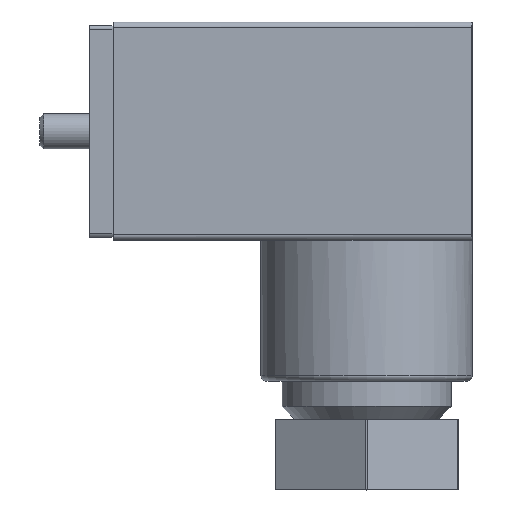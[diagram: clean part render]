
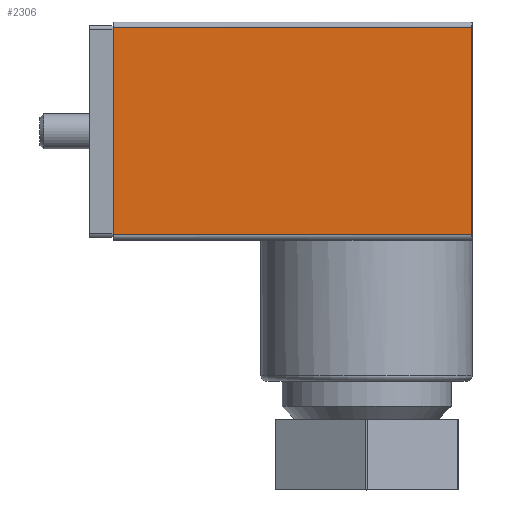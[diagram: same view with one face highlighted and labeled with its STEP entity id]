
A CAD part, top view. The second image highlights one B-rep face of the part: STEP entity #2306.
In plain terms, the highlighted planar face has unit normal (0, 0, 1).
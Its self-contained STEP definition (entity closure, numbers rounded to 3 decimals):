
#46=PLANE('',#2433);
#117=LINE('',#3057,#285);
#134=LINE('',#3151,#302);
#135=LINE('',#3154,#303);
#136=LINE('',#3155,#304);
#285=VECTOR('',#2585,1000.);
#302=VECTOR('',#2646,1000.);
#303=VECTOR('',#2647,1000.);
#304=VECTOR('',#2648,1000.);
#506=ORIENTED_EDGE('',*,*,#960,.F.);
#507=ORIENTED_EDGE('',*,*,#961,.F.);
#508=ORIENTED_EDGE('',*,*,#923,.T.);
#509=ORIENTED_EDGE('',*,*,#962,.T.);
#923=EDGE_CURVE('',#1146,#1152,#117,.T.);
#960=EDGE_CURVE('',#1184,#1185,#134,.T.);
#961=EDGE_CURVE('',#1146,#1184,#135,.T.);
#962=EDGE_CURVE('',#1152,#1185,#136,.T.);
#1146=VERTEX_POINT('',#3044);
#1152=VERTEX_POINT('',#3056);
#1184=VERTEX_POINT('',#3152);
#1185=VERTEX_POINT('',#3153);
#1350=EDGE_LOOP('',(#506,#507,#508,#509));
#1472=FACE_BOUND('',#1350,.T.);
#2306=ADVANCED_FACE('',(#1472),#46,.T.);
#2433=AXIS2_PLACEMENT_3D('',#3150,#2644,#2645);
#2585=DIRECTION('',(0.,-1.,0.));
#2644=DIRECTION('',(0.,0.,1.));
#2645=DIRECTION('',(1.,0.,0.));
#2646=DIRECTION('',(0.,-1.,0.));
#2647=DIRECTION('',(1.,0.,0.));
#2648=DIRECTION('',(1.,0.,0.));
#3044=CARTESIAN_POINT('',(-25.5,7.35,7.75));
#3056=CARTESIAN_POINT('',(-25.5,-7.35,7.75));
#3057=CARTESIAN_POINT('',(-25.5,8.,7.75));
#3150=CARTESIAN_POINT('',(-0.4,-7.6,7.75));
#3151=CARTESIAN_POINT('',(-0.029,7.9,7.75));
#3152=CARTESIAN_POINT('',(-0.029,7.35,7.75));
#3153=CARTESIAN_POINT('',(-0.029,-7.35,7.75));
#3154=CARTESIAN_POINT('',(-26.6,7.35,7.75));
#3155=CARTESIAN_POINT('',(-26.6,-7.35,7.75));
